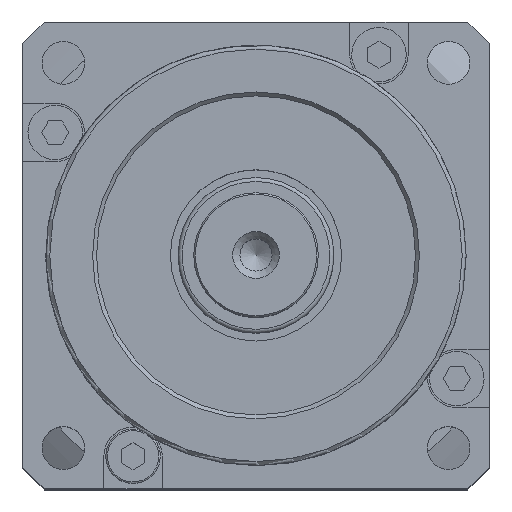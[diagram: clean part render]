
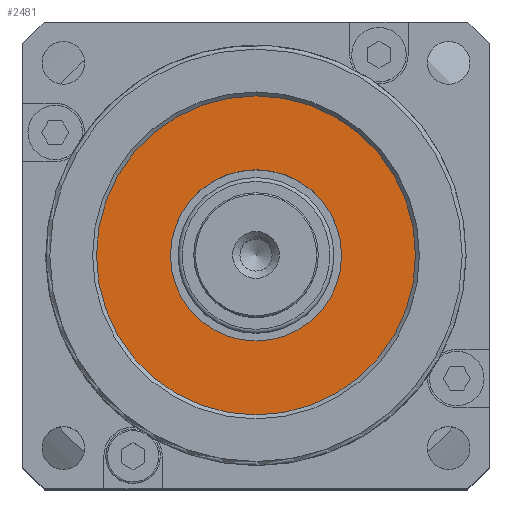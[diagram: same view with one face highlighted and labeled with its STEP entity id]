
A CAD part, top view. The second image highlights one B-rep face of the part: STEP entity #2481.
In plain terms, the highlighted planar face has unit normal (0, 0, 1).
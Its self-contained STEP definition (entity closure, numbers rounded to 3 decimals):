
#1291 = EDGE_CURVE( '', #3662, #3662, #3663, .T. );
#2481 = ADVANCED_FACE( '', ( #5356, #5357 ), #5358, .F. );
#3023 = EDGE_CURVE( '', #6060, #6060, #6061, .T. );
#3662 = VERTEX_POINT( '', #7104 );
#3663 = CIRCLE( '', #7105, 20.5 );
#5356 = FACE_OUTER_BOUND( '', #9608, .T. );
#5357 = FACE_BOUND( '', #9609, .T. );
#5358 = PLANE( '', #9610 );
#6060 = VERTEX_POINT( '', #10839 );
#6061 = CIRCLE( '', #10840, 11. );
#7104 = CARTESIAN_POINT( '', ( -20.5, 0., 83.7 ) );
#7105 = AXIS2_PLACEMENT_3D( '', #11525, #11526, #11527 );
#9608 = EDGE_LOOP( '', ( #13568 ) );
#9609 = EDGE_LOOP( '', ( #13569 ) );
#9610 = AXIS2_PLACEMENT_3D( '', #13570, #13571, #13572 );
#10839 = CARTESIAN_POINT( '', ( -11., 0., 83.7 ) );
#10840 = AXIS2_PLACEMENT_3D( '', #14512, #14513, #14514 );
#11525 = CARTESIAN_POINT( '', ( 0., 0., 83.7 ) );
#11526 = DIRECTION( '', ( 0., 0., -1. ) );
#11527 = DIRECTION( '', ( -1., 0., 0. ) );
#13568 = ORIENTED_EDGE( '', *, *, #1291, .F. );
#13569 = ORIENTED_EDGE( '', *, *, #3023, .T. );
#13570 = CARTESIAN_POINT( '', ( 0., 0., 83.7 ) );
#13571 = DIRECTION( '', ( 0., 0., -1. ) );
#13572 = DIRECTION( '', ( 0., -1., 0. ) );
#14512 = CARTESIAN_POINT( '', ( 0., 0., 83.7 ) );
#14513 = DIRECTION( '', ( 0., 0., -1. ) );
#14514 = DIRECTION( '', ( -1., 0., 0. ) );
